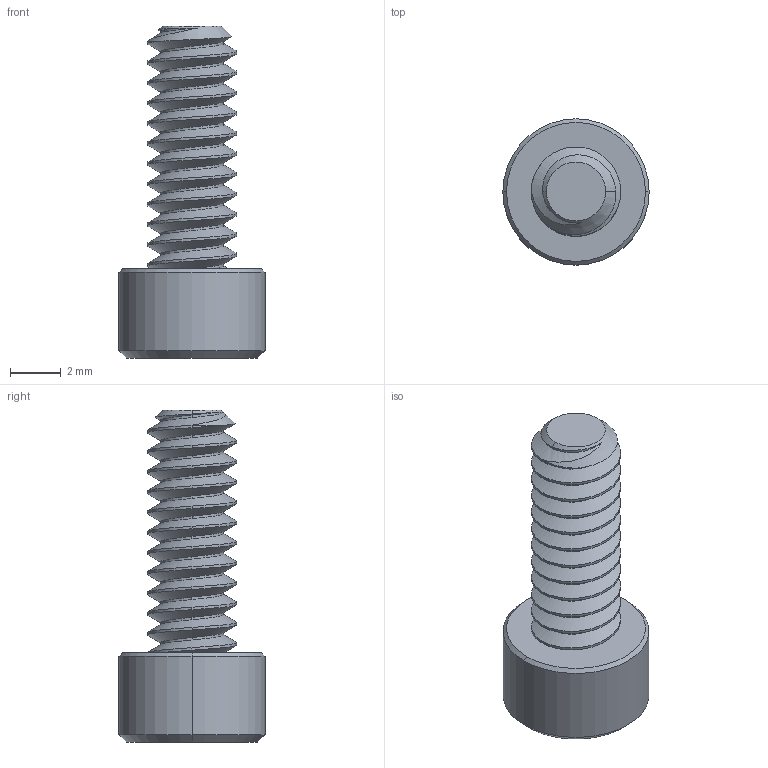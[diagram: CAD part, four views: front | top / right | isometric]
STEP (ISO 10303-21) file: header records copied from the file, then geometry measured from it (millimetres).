
FILE_DESCRIPTION (( 'STEP AP203' ), '1' );
FILE_NAME ('92196A146.step', '2014-02-14T19:11:14', ( '' ), ( '' ), 'SwSTEP 2.0', 'SolidWorks 2010', '' );
FILE_SCHEMA (( 'CONFIG_CONTROL_DESIGN' ));
Length unit declared in the file: inch
Products named in the file (1): 92196A146
Bounding box: 5.74 x 5.74 x 13.03 mm (x, y, z)
Volume: 142.9 mm3; surface area: 281.8 mm2
Topology: 1 solids, 1 shells, 76 faces, 199 edges, 127 vertices
Faces by surface type: cylinder 51, cone 13, plane 10, bspline 2
Entity records: 3605 total; most frequent: CARTESIAN_POINT 1966, ORIENTED_EDGE 398, DIRECTION 260, EDGE_CURVE 199, VERTEX_POINT 127, AXIS2_PLACEMENT_3D 96, EDGE_LOOP 78, ADVANCED_FACE 76
